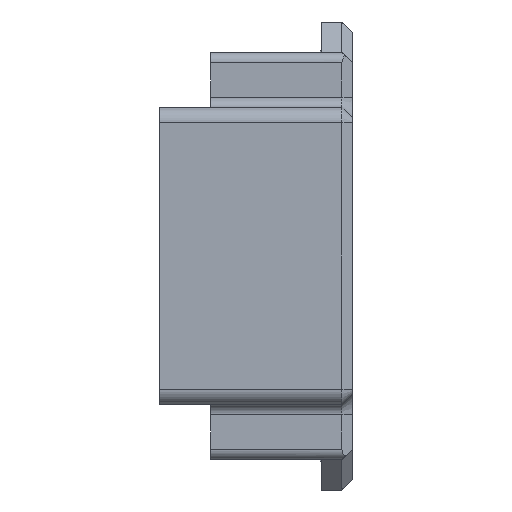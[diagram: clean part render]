
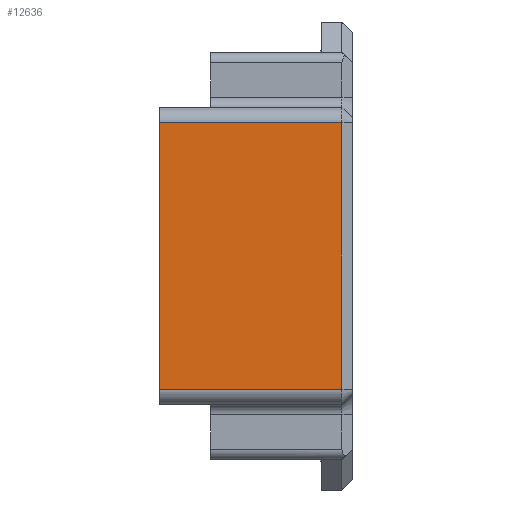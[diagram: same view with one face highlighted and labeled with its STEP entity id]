
A CAD part, left-side view. The second image highlights one B-rep face of the part: STEP entity #12636.
In plain terms, the highlighted planar face has unit normal (-1, 0, 0).
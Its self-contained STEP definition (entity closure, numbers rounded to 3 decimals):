
#2706=DIRECTION('',(0.,0.,1.));
#2707=VECTOR('',#2706,26.2);
#2708=CARTESIAN_POINT('',(-50.1,18.9,-13.1));
#2709=LINE('',#2708,#2707);
#3782=DIRECTION('',(0.,1.,0.));
#3783=VECTOR('',#3782,17.9);
#3784=CARTESIAN_POINT('',(-50.1,1.,
-13.1));
#3785=LINE('',#3784,#3783);
#3786=DIRECTION('',(0.,0.,-1.));
#3787=VECTOR('',#3786,26.2);
#3788=CARTESIAN_POINT('',(-50.1,1.,
13.1));
#3789=LINE('',#3788,#3787);
#3795=DIRECTION('',(0.,-1.,0.));
#3796=VECTOR('',#3795,17.9);
#3797=CARTESIAN_POINT('',(-50.1,18.9,13.1));
#3798=LINE('',#3797,#3796);
#6755=CARTESIAN_POINT('',(-50.1,18.9,-13.1));
#6756=CARTESIAN_POINT('',(-50.1,18.9,13.1));
#6757=VERTEX_POINT('',#6755);
#6758=VERTEX_POINT('',#6756);
#7175=CARTESIAN_POINT('',(-50.1,1.,13.1));
#7176=VERTEX_POINT('',#7175);
#7179=CARTESIAN_POINT('',(-50.1,1.,
-13.1));
#7180=VERTEX_POINT('',#7179);
#12624=CARTESIAN_POINT('',(-50.1,0.,-23.));
#12625=DIRECTION('',(-1.,0.,0.));
#12626=DIRECTION('',(0.,0.,1.));
#12627=AXIS2_PLACEMENT_3D('',#12624,#12625,#12626);
#12628=PLANE('',#12627);
#12629=ORIENTED_EDGE('',*,*,#12496,.T.);
#12630=ORIENTED_EDGE('',*,*,#12619,.T.);
#12631=ORIENTED_EDGE('',*,*,#10652,.T.);
#12633=ORIENTED_EDGE('',*,*,#12632,.T.);
#12634=EDGE_LOOP('',(#12629,#12630,#12631,#12633));
#12635=FACE_OUTER_BOUND('',#12634,.F.);
#12636=ADVANCED_FACE('',(#12635),#12628,.T.);
#10652=EDGE_CURVE('',#6757,#6758,#2709,.T.);
#12496=EDGE_CURVE('',#7176,#7180,#3789,.T.);
#12619=EDGE_CURVE('',#7180,#6757,#3785,.T.);
#12632=EDGE_CURVE('',#6758,#7176,#3798,.T.);
